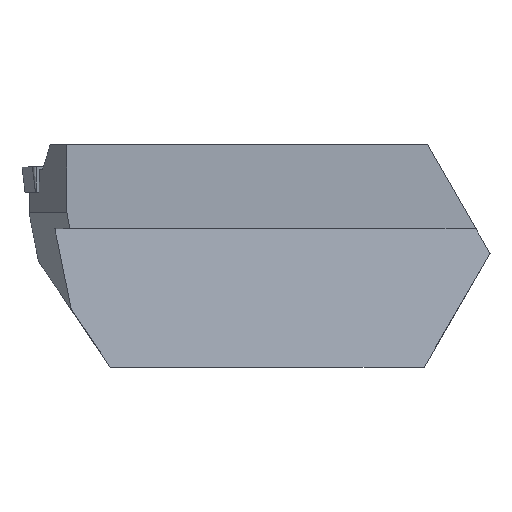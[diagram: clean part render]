
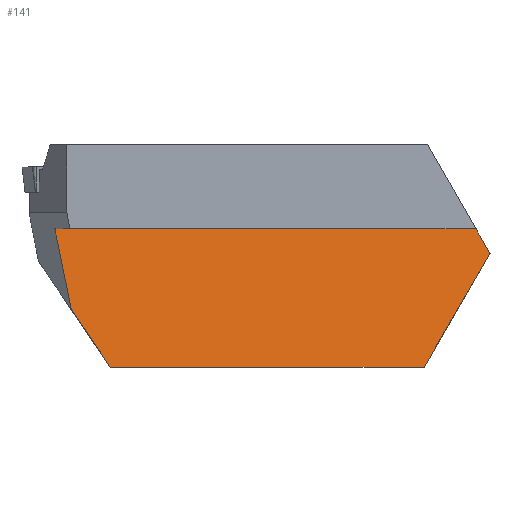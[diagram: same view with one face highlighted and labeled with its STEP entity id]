
A CAD part, top view. The second image highlights one B-rep face of the part: STEP entity #141.
In plain terms, the highlighted planar face has unit normal (0, 0.139, 0.99).
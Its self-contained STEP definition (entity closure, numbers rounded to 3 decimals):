
#141=ADVANCED_FACE('',(#209),#181,.T.);
#181=PLANE('',#867);
#209=FACE_OUTER_BOUND('',#239,.T.);
#239=EDGE_LOOP('',(#345,#346,#347,#348,#349,#350));
#345=ORIENTED_EDGE('',*,*,#586,.F.);
#346=ORIENTED_EDGE('',*,*,#594,.T.);
#347=ORIENTED_EDGE('',*,*,#595,.T.);
#348=ORIENTED_EDGE('',*,*,#596,.T.);
#349=ORIENTED_EDGE('',*,*,#597,.T.);
#350=ORIENTED_EDGE('',*,*,#598,.T.);
#516=VERTEX_POINT('',#1203);
#517=VERTEX_POINT('',#1205);
#523=VERTEX_POINT('',#1221);
#524=VERTEX_POINT('',#1223);
#525=VERTEX_POINT('',#1225);
#526=VERTEX_POINT('',#1227);
#586=EDGE_CURVE('',#516,#517,#676,.T.);
#594=EDGE_CURVE('',#516,#523,#683,.T.);
#595=EDGE_CURVE('',#523,#524,#684,.T.);
#596=EDGE_CURVE('',#524,#525,#685,.T.);
#597=EDGE_CURVE('',#525,#526,#686,.T.);
#598=EDGE_CURVE('',#526,#517,#687,.T.);
#676=LINE('',#1204,#747);
#683=LINE('',#1220,#754);
#684=LINE('',#1222,#755);
#685=LINE('',#1224,#756);
#686=LINE('',#1226,#757);
#687=LINE('',#1228,#758);
#747=VECTOR('',#972,1.);
#754=VECTOR('',#985,1.);
#755=VECTOR('',#986,1.);
#756=VECTOR('',#987,1.);
#757=VECTOR('',#988,1.);
#758=VECTOR('',#989,1.);
#867=AXIS2_PLACEMENT_3D('',#1229,#990,#991);
#972=DIRECTION('',(-0.555,0.823,-0.116));
#985=DIRECTION('',(1.,0.,0.));
#986=DIRECTION('',(0.496,0.86,-0.121));
#987=DIRECTION('',(-0.496,0.86,-0.121));
#988=DIRECTION('',(-1.,0.,0.));
#989=DIRECTION('',(0.198,-0.971,0.136));
#990=DIRECTION('',(0.,0.139,0.99));
#991=DIRECTION('',(0.,-0.99,0.139));
#1203=CARTESIAN_POINT('',(-76.913,-35.85,3.689));
#1204=CARTESIAN_POINT('',(-80.137,-31.07,3.017));
#1205=CARTESIAN_POINT('',(-84.302,-24.896,2.15));
#1220=CARTESIAN_POINT('',(-47.678,-35.85,3.689));
#1221=CARTESIAN_POINT('',(-17.302,-35.85,3.689));
#1222=CARTESIAN_POINT('',(-15.51,-32.745,3.253));
#1223=CARTESIAN_POINT('',(-4.802,-14.199,0.646));
#1224=CARTESIAN_POINT('',(-17.366,7.562,-2.412));
#1225=CARTESIAN_POINT('',(-7.457,-9.6,0.));
#1226=CARTESIAN_POINT('',(-94.5,-9.6,0.));
#1227=CARTESIAN_POINT('',(-87.419,-9.6,0.));
#1228=CARTESIAN_POINT('',(-85.864,-17.233,1.073));
#1229=CARTESIAN_POINT('',(-47.678,-9.6,0.));
